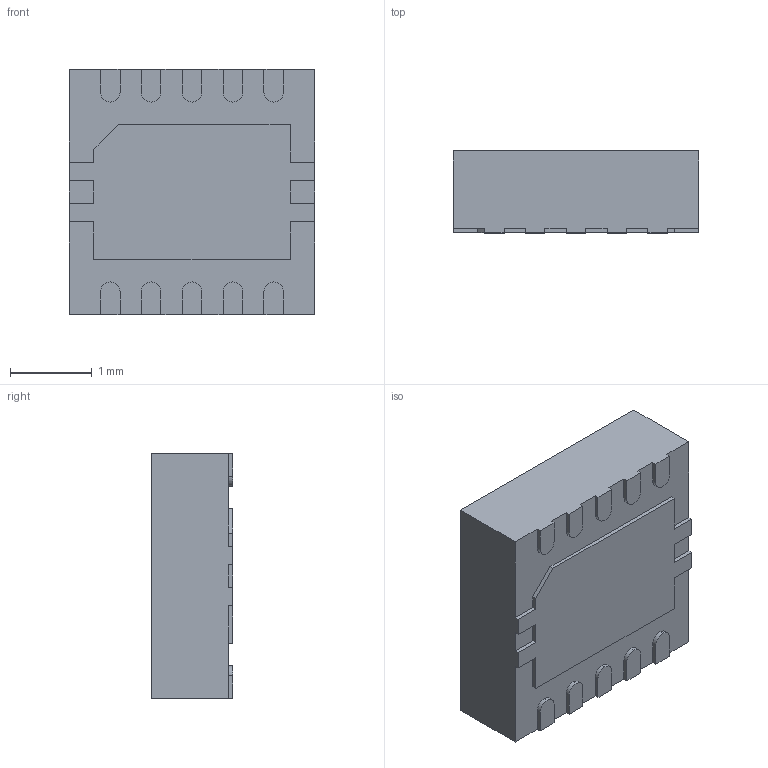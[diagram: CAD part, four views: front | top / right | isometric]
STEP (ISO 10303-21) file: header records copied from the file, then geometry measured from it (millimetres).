
FILE_DESCRIPTION (( 'STEP AP214' ), '1' );
FILE_NAME ('TPS74801.STEP', '2020-04-11T08:25:51', ( '' ), ( '' ), 'SwSTEP 2.0', 'SolidWorks 2017', '' );
FILE_SCHEMA (( 'AUTOMOTIVE_DESIGN' ));
Length unit declared in the file: inch
Products named in the file (2): TPS74801
Bounding box: 3 x 1 x 3 mm (x, y, z)
Volume: 8.8 mm3; surface area: 30.8 mm2
Topology: 1 solids, 1 shells, 216 faces, 600 edges, 400 vertices
Faces by surface type: plane 140, bspline 56, cylinder 20
Entity records: 9782 total; most frequent: CARTESIAN_POINT 1946, ORIENTED_EDGE 1200, DIRECTION 852, EDGE_CURVE 600, VECTOR 448, LINE 448, VERTEX_POINT 400, EDGE_LOOP 230
